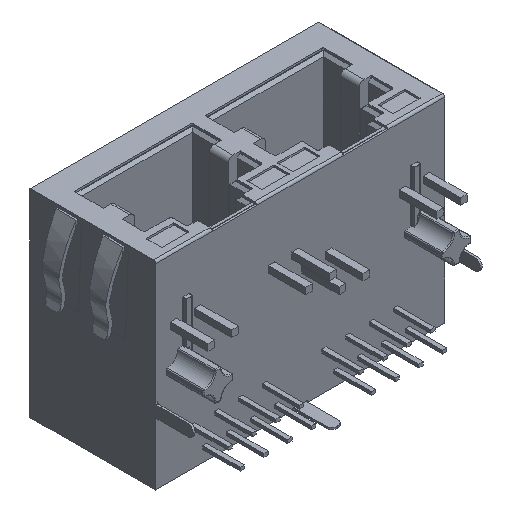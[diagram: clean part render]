
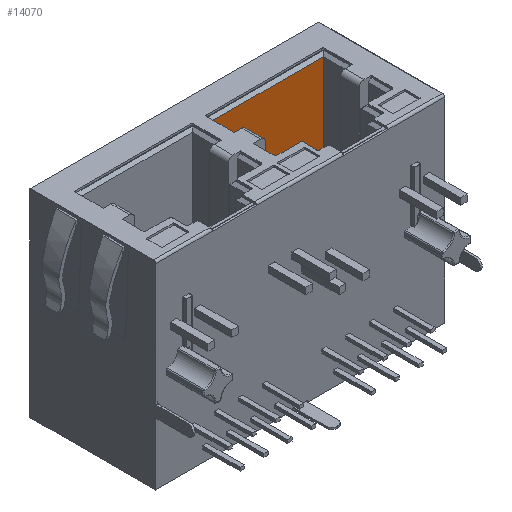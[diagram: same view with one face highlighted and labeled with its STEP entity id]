
A CAD part, isometric view. The second image highlights one B-rep face of the part: STEP entity #14070.
In plain terms, the highlighted planar face has unit normal (0, -1, 0).
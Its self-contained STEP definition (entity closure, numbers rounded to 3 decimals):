
#409 = EDGE_CURVE ( 'NONE', #13939, #20035, #6231, .T. ) ;
#588 = EDGE_CURVE ( 'NONE', #13939, #22541, #16516, .T. ) ;
#1414 = CARTESIAN_POINT ( 'NONE',  ( 30.175, 14.45, -0.5 ) ) ;
#2039 = EDGE_LOOP ( 'NONE', ( #7758, #17829, #22676, #2348 ) ) ;
#2348 = ORIENTED_EDGE ( 'NONE', *, *, #588, .T. ) ;
#3835 = CARTESIAN_POINT ( 'NONE',  ( 18.275, 14.45, -9.8 ) ) ;
#5325 = DIRECTION ( 'NONE',  ( 1., 0., 0. ) ) ;
#5925 = CARTESIAN_POINT ( 'NONE',  ( 18.275, 14.45, -0.5 ) ) ;
#6231 = LINE ( 'NONE', #1414, #19131 ) ;
#6539 = DIRECTION ( 'NONE',  ( 0., 0., -1. ) ) ;
#7434 = AXIS2_PLACEMENT_3D ( 'NONE', #26052, #25614, #5325 ) ;
#7758 = ORIENTED_EDGE ( 'NONE', *, *, #16477, .T. ) ;
#8275 = DIRECTION ( 'NONE',  ( 0., 0., -1. ) ) ;
#10116 = DIRECTION ( 'NONE',  ( -1., 0., 0. ) ) ;
#13481 = CARTESIAN_POINT ( 'NONE',  ( 30.175, 14.45, -0.5 ) ) ;
#13939 = VERTEX_POINT ( 'NONE', #19576 ) ;
#14070 = ADVANCED_FACE ( 'NONE', ( #28327 ), #21527, .F. ) ;
#14225 = CARTESIAN_POINT ( 'NONE',  ( 30.175, 14.45, -9.8 ) ) ;
#16477 = EDGE_CURVE ( 'NONE', #22541, #17933, #24191, .T. ) ;
#16516 = LINE ( 'NONE', #13481, #21552 ) ;
#17012 = EDGE_CURVE ( 'NONE', #20035, #17933, #18917, .T. ) ;
#17829 = ORIENTED_EDGE ( 'NONE', *, *, #17012, .F. ) ;
#17933 = VERTEX_POINT ( 'NONE', #3835 ) ;
#18917 = LINE ( 'NONE', #14225, #22409 ) ;
#19017 = CARTESIAN_POINT ( 'NONE',  ( 30.175, 14.45, -9.8 ) ) ;
#19131 = VECTOR ( 'NONE', #6539, 1000. ) ;
#19494 = VECTOR ( 'NONE', #8275, 1000. ) ;
#19576 = CARTESIAN_POINT ( 'NONE',  ( 30.175, 14.45, -0.5 ) ) ;
#20035 = VERTEX_POINT ( 'NONE', #19017 ) ;
#21527 = PLANE ( 'NONE',  #7434 ) ;
#21552 = VECTOR ( 'NONE', #29671, 1000. ) ;
#22409 = VECTOR ( 'NONE', #10116, 1000. ) ;
#22541 = VERTEX_POINT ( 'NONE', #5925 ) ;
#22676 = ORIENTED_EDGE ( 'NONE', *, *, #409, .F. ) ;
#24191 = LINE ( 'NONE', #28870, #19494 ) ;
#25614 = DIRECTION ( 'NONE',  ( 0., 1., 0. ) ) ;
#26052 = CARTESIAN_POINT ( 'NONE',  ( 30.175, 14.45, 0. ) ) ;
#28327 = FACE_OUTER_BOUND ( 'NONE', #2039, .T. ) ;
#28870 = CARTESIAN_POINT ( 'NONE',  ( 18.275, 14.45, -0.5 ) ) ;
#29671 = DIRECTION ( 'NONE',  ( -1., 0., 0. ) ) ;
